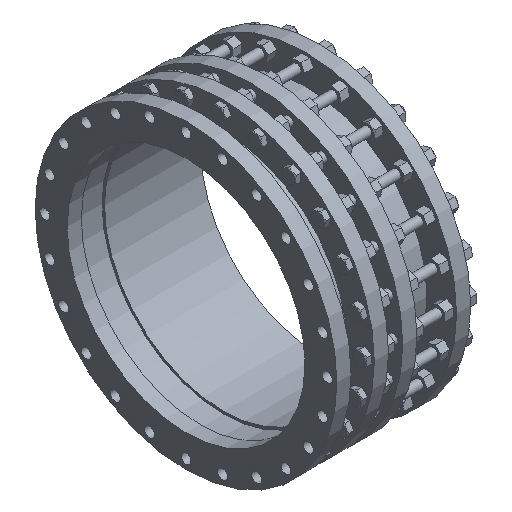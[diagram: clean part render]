
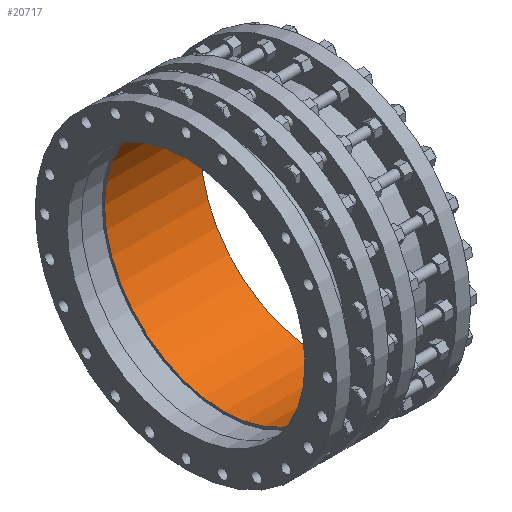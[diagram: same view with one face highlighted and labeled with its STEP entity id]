
A CAD part, isometric view. The second image highlights one B-rep face of the part: STEP entity #20717.
In plain terms, the highlighted cylindrical face has radius 400 mm (diameter 800 mm), a full revolution.
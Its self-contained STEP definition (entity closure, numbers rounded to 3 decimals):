
#62=CYLINDRICAL_SURFACE('',#22071,400.);
#1727=FACE_OUTER_BOUND('',#3056,.T.);
#3056=EDGE_LOOP('',(#15319,#15320,#15321,#15322,#15323,#15324));
#4642=CIRCLE('',#22039,400.);
#4643=CIRCLE('',#22040,400.);
#4654=CIRCLE('',#22069,400.);
#4655=CIRCLE('',#22070,400.);
#5603=LINE('',#30754,#7830);
#7830=VECTOR('',#24366,400.);
#9874=VERTEX_POINT('',#29860);
#9875=VERTEX_POINT('',#29861);
#10300=VERTEX_POINT('',#30749);
#10301=VERTEX_POINT('',#30750);
#11860=EDGE_CURVE('',#9874,#9875,#4642,.T.);
#11861=EDGE_CURVE('',#9875,#9874,#4643,.T.);
#12305=EDGE_CURVE('',#10300,#10301,#4654,.T.);
#12306=EDGE_CURVE('',#10301,#10300,#4655,.T.);
#12307=EDGE_CURVE('',#9875,#10301,#5603,.T.);
#15319=ORIENTED_EDGE('',*,*,#11860,.T.);
#15320=ORIENTED_EDGE('',*,*,#12307,.T.);
#15321=ORIENTED_EDGE('',*,*,#12305,.F.);
#15322=ORIENTED_EDGE('',*,*,#12306,.F.);
#15323=ORIENTED_EDGE('',*,*,#12307,.F.);
#15324=ORIENTED_EDGE('',*,*,#11861,.T.);
#20717=ADVANCED_FACE('',(#1727),#62,.F.);
#22039=AXIS2_PLACEMENT_3D('',#29862,#23867,#23868);
#22040=AXIS2_PLACEMENT_3D('',#29863,#23869,#23870);
#22069=AXIS2_PLACEMENT_3D('',#30751,#24360,#24361);
#22070=AXIS2_PLACEMENT_3D('',#30752,#24362,#24363);
#22071=AXIS2_PLACEMENT_3D('',#30753,#24364,#24365);
#23867=DIRECTION('center_axis',(1.,0.,0.));
#23868=DIRECTION('ref_axis',(0.,0.,-1.));
#23869=DIRECTION('center_axis',(1.,0.,0.));
#23870=DIRECTION('ref_axis',(0.,0.,-1.));
#24360=DIRECTION('center_axis',(1.,0.,0.));
#24361=DIRECTION('ref_axis',(0.,0.,-1.));
#24362=DIRECTION('center_axis',(1.,0.,0.));
#24363=DIRECTION('ref_axis',(0.,0.,-1.));
#24364=DIRECTION('center_axis',(1.,0.,0.));
#24365=DIRECTION('ref_axis',(0.,1.,0.));
#24366=DIRECTION('',(-1.,0.,0.));
#29860=CARTESIAN_POINT('',(450.,400.,0.));
#29861=CARTESIAN_POINT('',(450.,-400.,0.));
#29862=CARTESIAN_POINT('Origin',(450.,0.,0.));
#29863=CARTESIAN_POINT('Origin',(450.,0.,0.));
#30749=CARTESIAN_POINT('',(125.7,400.,0.));
#30750=CARTESIAN_POINT('',(125.7,-400.,0.));
#30751=CARTESIAN_POINT('Origin',(125.7,0.,0.));
#30752=CARTESIAN_POINT('Origin',(125.7,0.,0.));
#30753=CARTESIAN_POINT('Origin',(287.85,0.,0.));
#30754=CARTESIAN_POINT('',(287.85,-400.,0.));
